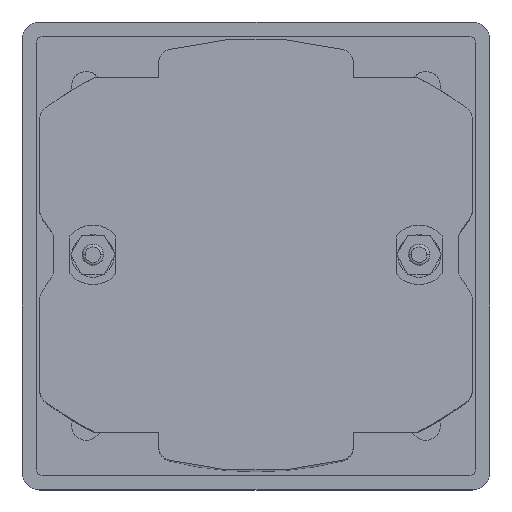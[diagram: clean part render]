
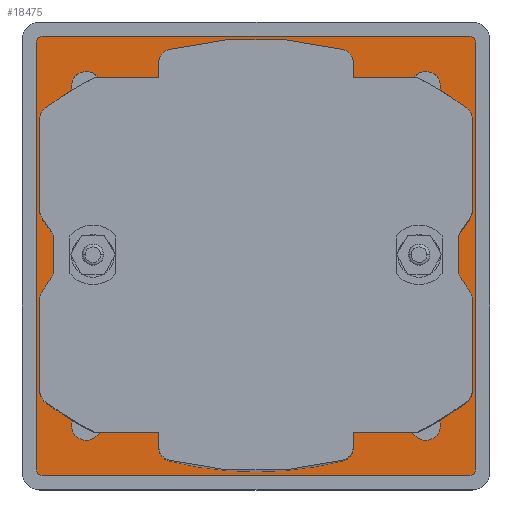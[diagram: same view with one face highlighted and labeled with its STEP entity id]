
A CAD part, top view. The second image highlights one B-rep face of the part: STEP entity #18475.
In plain terms, the highlighted planar face has unit normal (0, 0, 1).
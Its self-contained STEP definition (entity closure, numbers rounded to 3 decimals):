
#17158=CARTESIAN_POINT('',(54.971,40.035,
-35.929));
#17159=DIRECTION('',(0.,0.,-1.));
#17160=DIRECTION('',(0.,1.,0.));
#17161=AXIS2_PLACEMENT_3D('',#17158,#17159,#17160);
#17166=CARTESIAN_POINT('',(54.971,-20.145,
-35.929));
#17167=DIRECTION('',(0.,0.,-1.));
#17168=DIRECTION('',(1.,0.,0.));
#17169=AXIS2_PLACEMENT_3D('',#17166,#17167,#17168);
#17174=CARTESIAN_POINT('',(-5.209,-20.145,
-35.929));
#17175=DIRECTION('',(0.,0.,-1.));
#17176=DIRECTION('',(0.,-1.,0.));
#17177=AXIS2_PLACEMENT_3D('',#17174,#17175,#17176);
#17182=CARTESIAN_POINT('',(-5.209,40.035,
-35.929));
#17183=DIRECTION('',(0.,0.,-1.));
#17184=DIRECTION('',(-1.,0.,0.));
#17185=AXIS2_PLACEMENT_3D('',#17182,#17183,#17184);
#17190=CARTESIAN_POINT('',(24.881,9.945,
-35.929));
#17191=DIRECTION('',(0.,0.,1.));
#17192=DIRECTION('',(1.,0.,0.));
#17193=AXIS2_PLACEMENT_3D('',#17190,#17191,#17192);
#17198=CARTESIAN_POINT('',(24.881,9.945,
-35.929));
#17199=DIRECTION('',(0.,0.,1.));
#17200=DIRECTION('',(-1.,0.,0.));
#17201=AXIS2_PLACEMENT_3D('',#17198,#17199,#17200);
#17206=CARTESIAN_POINT('',(0.881,33.945,-35.929));
#17207=DIRECTION('',(0.,0.,1.));
#17208=DIRECTION('',(1.,0.,0.));
#17209=AXIS2_PLACEMENT_3D('',#17206,#17207,#17208);
#17214=CARTESIAN_POINT('',(0.881,33.945,-35.929));
#17215=DIRECTION('',(0.,0.,1.));
#17216=DIRECTION('',(-1.,0.,0.));
#17217=AXIS2_PLACEMENT_3D('',#17214,#17215,#17216);
#17222=CARTESIAN_POINT('',(48.881,33.945,
-35.929));
#17223=DIRECTION('',(0.,0.,1.));
#17224=DIRECTION('',(1.,0.,0.));
#17225=AXIS2_PLACEMENT_3D('',#17222,#17223,#17224);
#17230=CARTESIAN_POINT('',(48.881,33.945,
-35.929));
#17231=DIRECTION('',(0.,0.,1.));
#17232=DIRECTION('',(-1.,0.,0.));
#17233=AXIS2_PLACEMENT_3D('',#17230,#17231,#17232);
#17238=CARTESIAN_POINT('',(48.881,-14.055,
-35.929));
#17239=DIRECTION('',(0.,0.,1.));
#17240=DIRECTION('',(1.,0.,0.));
#17241=AXIS2_PLACEMENT_3D('',#17238,#17239,#17240);
#17246=CARTESIAN_POINT('',(48.881,-14.055,
-35.929));
#17247=DIRECTION('',(0.,0.,1.));
#17248=DIRECTION('',(-1.,0.,0.));
#17249=AXIS2_PLACEMENT_3D('',#17246,#17247,#17248);
#17254=CARTESIAN_POINT('',(0.881,-14.055,-35.929));
#17255=DIRECTION('',(0.,0.,1.));
#17256=DIRECTION('',(1.,0.,0.));
#17257=AXIS2_PLACEMENT_3D('',#17254,#17255,#17256);
#17262=CARTESIAN_POINT('',(0.881,-14.055,-35.929));
#17263=DIRECTION('',(0.,0.,1.));
#17264=DIRECTION('',(-1.,0.,0.));
#17265=AXIS2_PLACEMENT_3D('',#17262,#17263,#17264);
#17284=DIRECTION('',(-1.,0.,0.));
#17285=VECTOR('',#17284,60.18);
#17286=CARTESIAN_POINT('',(54.971,41.038,
-35.929));
#17287=LINE('',#17286,#17285);
#17305=DIRECTION('',(0.,-1.,0.));
#17306=VECTOR('',#17305,60.18);
#17307=CARTESIAN_POINT('',(-6.212,40.035,
-35.929));
#17308=LINE('',#17307,#17306);
#17326=DIRECTION('',(1.,0.,0.));
#17327=VECTOR('',#17326,60.18);
#17328=CARTESIAN_POINT('',(-5.209,-21.148,
-35.929));
#17329=LINE('',#17328,#17327);
#17347=DIRECTION('',(0.,1.,0.));
#17348=VECTOR('',#17347,60.18);
#17349=CARTESIAN_POINT('',(55.974,-20.145,
-35.929));
#17350=LINE('',#17349,#17348);
#18230=CARTESIAN_POINT('',(54.971,41.038,
-35.929));
#18231=CARTESIAN_POINT('',(55.974,40.035,
-35.929));
#18232=VERTEX_POINT('',#18230);
#18233=VERTEX_POINT('',#18231);
#18234=CARTESIAN_POINT('',(55.974,-20.145,
-35.929));
#18235=VERTEX_POINT('',#18234);
#18236=CARTESIAN_POINT('',(54.971,-21.148,
-35.929));
#18237=VERTEX_POINT('',#18236);
#18238=CARTESIAN_POINT('',(-5.209,-21.148,
-35.929));
#18239=VERTEX_POINT('',#18238);
#18240=CARTESIAN_POINT('',(-6.212,-20.145,
-35.929));
#18241=VERTEX_POINT('',#18240);
#18242=CARTESIAN_POINT('',(-6.212,40.035,
-35.929));
#18243=VERTEX_POINT('',#18242);
#18244=CARTESIAN_POINT('',(-5.209,41.038,
-35.929));
#18245=VERTEX_POINT('',#18244);
#18246=CARTESIAN_POINT('',(53.165,9.945,
-35.929));
#18247=CARTESIAN_POINT('',(-3.404,9.945,
-35.929));
#18248=VERTEX_POINT('',#18246);
#18249=VERTEX_POINT('',#18247);
#18250=CARTESIAN_POINT('',(2.981,33.945,
-35.929));
#18251=CARTESIAN_POINT('',(-1.219,33.945,
-35.929));
#18252=VERTEX_POINT('',#18250);
#18253=VERTEX_POINT('',#18251);
#18254=CARTESIAN_POINT('',(50.981,33.945,
-35.929));
#18255=CARTESIAN_POINT('',(46.781,33.945,
-35.929));
#18256=VERTEX_POINT('',#18254);
#18257=VERTEX_POINT('',#18255);
#18258=CARTESIAN_POINT('',(50.981,-14.055,
-35.929));
#18259=CARTESIAN_POINT('',(46.781,-14.055,
-35.929));
#18260=VERTEX_POINT('',#18258);
#18261=VERTEX_POINT('',#18259);
#18262=CARTESIAN_POINT('',(2.981,-14.055,
-35.929));
#18263=CARTESIAN_POINT('',(-1.219,-14.055,
-35.929));
#18264=VERTEX_POINT('',#18262);
#18265=VERTEX_POINT('',#18263);
#18422=CARTESIAN_POINT('',(57.98,43.044,
-35.929));
#18423=DIRECTION('',(0.,0.,1.));
#18424=DIRECTION('',(1.,0.,0.));
#18425=AXIS2_PLACEMENT_3D('',#18422,#18423,#18424);
#18426=PLANE('',#18425);
#18428=ORIENTED_EDGE('',*,*,#18427,.T.);
#18430=ORIENTED_EDGE('',*,*,#18429,.F.);
#18432=ORIENTED_EDGE('',*,*,#18431,.T.);
#18434=ORIENTED_EDGE('',*,*,#18433,.F.);
#18436=ORIENTED_EDGE('',*,*,#18435,.T.);
#18438=ORIENTED_EDGE('',*,*,#18437,.F.);
#18440=ORIENTED_EDGE('',*,*,#18439,.T.);
#18442=ORIENTED_EDGE('',*,*,#18441,.F.);
#18443=EDGE_LOOP('',(#18428,#18430,#18432,#18434,#18436,#18438,#18440,#18442));
#18444=FACE_OUTER_BOUND('',#18443,.F.);
#18446=ORIENTED_EDGE('',*,*,#18445,.T.);
#18448=ORIENTED_EDGE('',*,*,#18447,.T.);
#18449=EDGE_LOOP('',(#18446,#18448));
#18450=FACE_BOUND('',#18449,.F.);
#18452=ORIENTED_EDGE('',*,*,#18451,.T.);
#18454=ORIENTED_EDGE('',*,*,#18453,.T.);
#18455=EDGE_LOOP('',(#18452,#18454));
#18456=FACE_BOUND('',#18455,.F.);
#18458=ORIENTED_EDGE('',*,*,#18457,.T.);
#18460=ORIENTED_EDGE('',*,*,#18459,.T.);
#18461=EDGE_LOOP('',(#18458,#18460));
#18462=FACE_BOUND('',#18461,.F.);
#18464=ORIENTED_EDGE('',*,*,#18463,.T.);
#18466=ORIENTED_EDGE('',*,*,#18465,.T.);
#18467=EDGE_LOOP('',(#18464,#18466));
#18468=FACE_BOUND('',#18467,.F.);
#18470=ORIENTED_EDGE('',*,*,#18469,.T.);
#18472=ORIENTED_EDGE('',*,*,#18471,.T.);
#18473=EDGE_LOOP('',(#18470,#18472));
#18474=FACE_BOUND('',#18473,.F.);
#17162=CIRCLE('',#17161,1.003);
#17170=CIRCLE('',#17169,1.003);
#17178=CIRCLE('',#17177,1.003);
#17186=CIRCLE('',#17185,1.003);
#17194=CIRCLE('',#17193,28.285);
#17202=CIRCLE('',#17201,28.285);
#17210=CIRCLE('',#17209,2.1);
#17218=CIRCLE('',#17217,2.1);
#17226=CIRCLE('',#17225,2.1);
#17234=CIRCLE('',#17233,2.1);
#17242=CIRCLE('',#17241,2.1);
#17250=CIRCLE('',#17249,2.1);
#17258=CIRCLE('',#17257,2.1);
#17266=CIRCLE('',#17265,2.1);
#18427=EDGE_CURVE('',#18232,#18233,#17162,.T.);
#18429=EDGE_CURVE('',#18235,#18233,#17350,.T.);
#18431=EDGE_CURVE('',#18235,#18237,#17170,.T.);
#18433=EDGE_CURVE('',#18239,#18237,#17329,.T.);
#18435=EDGE_CURVE('',#18239,#18241,#17178,.T.);
#18437=EDGE_CURVE('',#18243,#18241,#17308,.T.);
#18439=EDGE_CURVE('',#18243,#18245,#17186,.T.);
#18441=EDGE_CURVE('',#18232,#18245,#17287,.T.);
#18445=EDGE_CURVE('',#18248,#18249,#17194,.T.);
#18447=EDGE_CURVE('',#18249,#18248,#17202,.T.);
#18451=EDGE_CURVE('',#18252,#18253,#17210,.T.);
#18453=EDGE_CURVE('',#18253,#18252,#17218,.T.);
#18457=EDGE_CURVE('',#18256,#18257,#17226,.T.);
#18459=EDGE_CURVE('',#18257,#18256,#17234,.T.);
#18463=EDGE_CURVE('',#18260,#18261,#17242,.T.);
#18465=EDGE_CURVE('',#18261,#18260,#17250,.T.);
#18469=EDGE_CURVE('',#18264,#18265,#17258,.T.);
#18471=EDGE_CURVE('',#18265,#18264,#17266,.T.);
#18475=ADVANCED_FACE('',(#18444,#18450,#18456,#18462,#18468,#18474),#18426,.T.);
